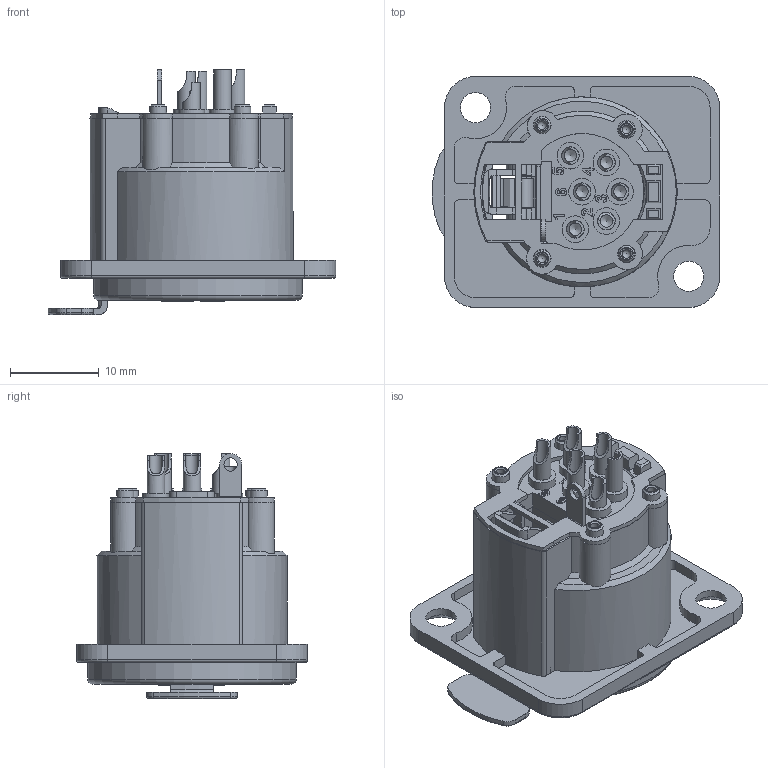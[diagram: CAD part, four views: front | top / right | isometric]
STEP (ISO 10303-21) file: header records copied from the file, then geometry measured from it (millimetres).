
FILE_DESCRIPTION(/* description */ (''),/* implementation_level */ '2;1');
FILE_NAME(/* name */ 'AX6FD.stp',/* time_stamp */ '2020-03-24T16:50:12+11:00',/* author */ ('minh'),/* organization */ (''),/* preprocessor_version */ 'ST-DEVELOPER v16.1',/* originating_system */ 'Autodesk Inventor 2016',/* authorisation */ '');
FILE_SCHEMA (('AUTOMOTIVE_DESIGN { 1 0 10303 214 3 1 1 }'));
Length unit declared in the file: inch
Products named in the file (1): AX6FD_Shrinkwrap_1
Bounding box: 32.38 x 26 x 27.6 mm (x, y, z)
Surface area: 6953.9 mm2 (no closed solid volume)
Topology: 0 solids, 77 shells, 488 faces, 2259 edges, 1804 vertices
Faces by surface type: plane 256, cylinder 139, torus 40, cone 34, bspline 15, sphere 4
Full cylindrical faces by diameter (mm): 1 x4, 1.4 x6, 1.5 x7, 1.9 x4, 1.95 x6, 3 x6, 3.4 x2, 23.5 x1
Entity records: 24738 total; most frequent: CARTESIAN_POINT 7550, DIRECTION 3061, ORIENTED_EDGE 3058, EDGE_CURVE 2163, VERTEX_POINT 1779, LINE 1111, VECTOR 1111, AXIS2_PLACEMENT_3D 975
